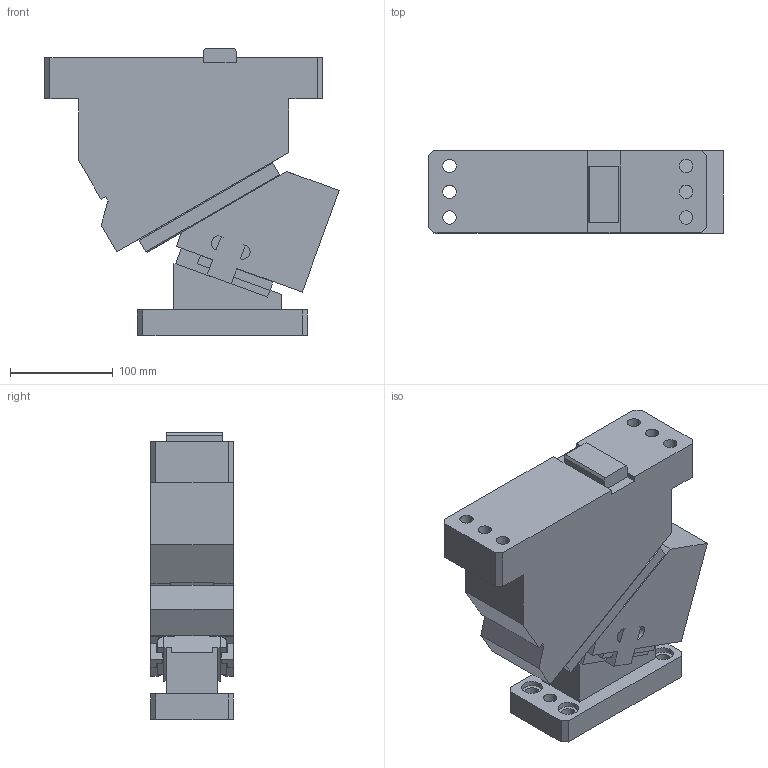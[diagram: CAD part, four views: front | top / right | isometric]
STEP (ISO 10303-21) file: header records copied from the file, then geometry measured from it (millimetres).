
FILE_DESCRIPTION(('CATIA V5 STEP Exchange'),'2;1');
FILE_NAME('CACC_80_20.stp','2015-04-21T12:51:48+00:00',('none'),('none'),'CATIA Version 5 Release 19 SP 2 (IN-10)','CATIA V5 STEP AP203','none');
FILE_SCHEMA(('CONFIG_CONTROL_DESIGN'));
Length unit declared in the file: millimetre
Products named in the file (1): CACC_80_20
Bounding box: 285.9 x 80 x 279 mm (x, y, z)
Volume: 3692059.7 mm3; surface area: 320034.7 mm2
Topology: 3 solids, 6 shells, 269 faces, 715 edges, 464 vertices
Faces by surface type: plane 200, cylinder 62, cone 6, extrusion 1
Entity records: 8788 total; most frequent: CARTESIAN_POINT 2380, ORIENTED_EDGE 1418, DIRECTION 1082, EDGE_CURVE 709, VECTOR 578, LINE 577, VERTEX_POINT 464, EDGE_LOOP 307
